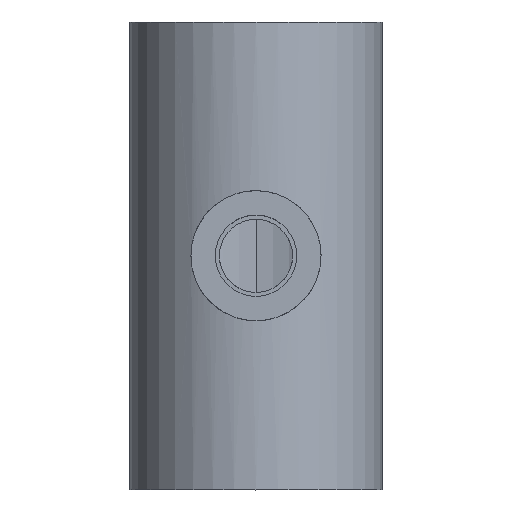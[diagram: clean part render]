
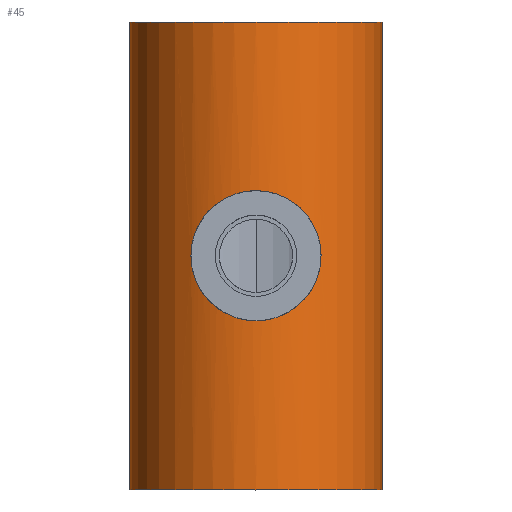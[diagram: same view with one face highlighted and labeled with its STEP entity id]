
A CAD part, top view. The second image highlights one B-rep face of the part: STEP entity #45.
In plain terms, the highlighted cylindrical face has radius 31 mm (diameter 62 mm), a partial arc.
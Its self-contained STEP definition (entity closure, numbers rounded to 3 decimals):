
#45=ADVANCED_FACE('',(#103,#104),#105,.T.);
#103=FACE_OUTER_BOUND('',#178,.T.);
#104=FACE_BOUND('',#179,.T.);
#105=CYLINDRICAL_SURFACE('',#180,31.0);
#178=EDGE_LOOP('',(#247,#248,#249,#250));
#179=EDGE_LOOP('',(#251,#252));
#180=AXIS2_PLACEMENT_3D('',#253,#254,#255);
#247=ORIENTED_EDGE('',*,*,#418,.F.);
#248=ORIENTED_EDGE('',*,*,#419,.F.);
#249=ORIENTED_EDGE('',*,*,#420,.F.);
#250=ORIENTED_EDGE('',*,*,#421,.F.);
#251=ORIENTED_EDGE('',*,*,#422,.T.);
#252=ORIENTED_EDGE('',*,*,#423,.T.);
#253=CARTESIAN_POINT('',(0.0,0.0,0.0));
#254=DIRECTION('',(0.0,-1.0,0.0));
#255=DIRECTION('',(1.0,0.0,0.0));
#418=EDGE_CURVE('',#484,#485,#486,.T.);
#419=EDGE_CURVE('',#487,#484,#488,.T.);
#420=EDGE_CURVE('',#489,#487,#490,.T.);
#421=EDGE_CURVE('',#485,#489,#491,.T.);
#422=EDGE_CURVE('',#492,#493,#494,.T.);
#423=EDGE_CURVE('',#493,#492,#495,.T.);
#484=VERTEX_POINT('',#580);
#485=VERTEX_POINT('',#581);
#486=LINE('',#582,#583);
#487=VERTEX_POINT('',#584);
#488=CIRCLE('',#585,31.0);
#489=VERTEX_POINT('',#586);
#490=LINE('',#587,#588);
#491=CIRCLE('',#589,31.0);
#492=VERTEX_POINT('',#590);
#493=VERTEX_POINT('',#591);
#494=B_SPLINE_CURVE_WITH_KNOTS('',3,(#592,#593,#594,#595,#596,#597,#598,#599,#600,#601,#602,#603,#604,#605,#606,#607,#608,#609,#610,#611,#612,#613,#614,#615,#616,#617,#618,#619,#620,#621,#622,#623,#624,#625,#626,#627,#628,#629),.UNSPECIFIED.,.F.,.F.,(4,2,2,2,2,2,2,2,2,2,2,2,2,2,2,2,2,2,4),(0.0,1.542,3.085,6.169,9.254,12.339,15.414,18.489,21.564,24.639,27.714,30.789,33.864,36.939,40.023,43.108,46.193,47.735,49.277),.UNSPECIFIED.);
#495=B_SPLINE_CURVE_WITH_KNOTS('',3,(#630,#631,#632,#633,#634,#635,#636,#637,#638,#639,#640,#641,#642,#643,#644,#645,#646,#647,#648,#649,#650,#651,#652,#653,#654,#655,#656,#657,#658,#659,#660,#661,#662,#663,#664,#665,#666,#667),.UNSPECIFIED.,.F.,.F.,(4,2,2,2,2,2,2,2,2,2,2,2,2,2,2,2,2,2,4),(49.277,50.82,52.362,55.447,58.531,61.616,64.691,67.766,70.841,73.916,76.991,80.066,83.141,86.216,89.301,92.385,95.47,97.012,98.555),.UNSPECIFIED.);
#580=CARTESIAN_POINT('',(31.0,57.5,0.0));
#581=CARTESIAN_POINT('',(31.0,-57.5,0.0));
#582=CARTESIAN_POINT('',(31.0,0.0,0.));
#583=VECTOR('',#832,1.0);
#584=CARTESIAN_POINT('',(-31.0,57.5,0.));
#585=AXIS2_PLACEMENT_3D('',#833,#834,#835);
#586=CARTESIAN_POINT('',(-31.0,-57.5,0.));
#587=CARTESIAN_POINT('',(-31.0,0.0,0.));
#588=VECTOR('',#836,1.0);
#589=AXIS2_PLACEMENT_3D('',#837,#838,#839);
#590=CARTESIAN_POINT('',(-16.0,0.0,26.552));
#591=CARTESIAN_POINT('',(16.0,0.,26.552));
#592=CARTESIAN_POINT('',(-16.0,0.0,26.552));
#593=CARTESIAN_POINT('',(-16.0,0.514,26.552));
#594=CARTESIAN_POINT('',(-15.975,1.035,26.567));
#595=CARTESIAN_POINT('',(-15.873,2.08,26.628));
#596=CARTESIAN_POINT('',(-15.796,2.604,26.674));
#597=CARTESIAN_POINT('',(-15.484,4.167,26.857));
#598=CARTESIAN_POINT('',(-15.17,5.196,27.039));
#599=CARTESIAN_POINT('',(-14.349,7.159,27.483));
#600=CARTESIAN_POINT('',(-13.841,8.095,27.746));
#601=CARTESIAN_POINT('',(-12.674,9.822,28.298));
#602=CARTESIAN_POINT('',(-12.014,10.613,28.587));
#603=CARTESIAN_POINT('',(-10.615,12.012,29.136));
#604=CARTESIAN_POINT('',(-9.825,12.671,29.416));
#605=CARTESIAN_POINT('',(-8.098,13.839,29.937));
#606=CARTESIAN_POINT('',(-7.16,14.348,30.178));
#607=CARTESIAN_POINT('',(-5.194,15.171,30.578));
#608=CARTESIAN_POINT('',(-4.163,15.485,30.737));
#609=CARTESIAN_POINT('',(-2.079,15.9,30.948));
#610=CARTESIAN_POINT('',(-1.025,16.0,31.0));
#611=CARTESIAN_POINT('',(1.025,16.0,31.0));
#612=CARTESIAN_POINT('',(2.079,15.9,30.948));
#613=CARTESIAN_POINT('',(4.163,15.485,30.737));
#614=CARTESIAN_POINT('',(5.194,15.171,30.578));
#615=CARTESIAN_POINT('',(7.16,14.348,30.178));
#616=CARTESIAN_POINT('',(8.098,13.839,29.937));
#617=CARTESIAN_POINT('',(9.825,12.671,29.416));
#618=CARTESIAN_POINT('',(10.615,12.012,29.136));
#619=CARTESIAN_POINT('',(12.014,10.613,28.587));
#620=CARTESIAN_POINT('',(12.674,9.822,28.298));
#621=CARTESIAN_POINT('',(13.841,8.095,27.746));
#622=CARTESIAN_POINT('',(14.349,7.159,27.483));
#623=CARTESIAN_POINT('',(15.17,5.196,27.039));
#624=CARTESIAN_POINT('',(15.484,4.167,26.857));
#625=CARTESIAN_POINT('',(15.796,2.604,26.674));
#626=CARTESIAN_POINT('',(15.873,2.08,26.628));
#627=CARTESIAN_POINT('',(15.975,1.035,26.567));
#628=CARTESIAN_POINT('',(16.0,0.514,26.552));
#629=CARTESIAN_POINT('',(16.0,0.,26.552));
#630=CARTESIAN_POINT('',(16.0,0.0,26.552));
#631=CARTESIAN_POINT('',(16.0,-0.514,26.552));
#632=CARTESIAN_POINT('',(15.975,-1.035,26.567));
#633=CARTESIAN_POINT('',(15.873,-2.08,26.628));
#634=CARTESIAN_POINT('',(15.796,-2.604,26.674));
#635=CARTESIAN_POINT('',(15.484,-4.167,26.857));
#636=CARTESIAN_POINT('',(15.17,-5.196,27.039));
#637=CARTESIAN_POINT('',(14.349,-7.159,27.483));
#638=CARTESIAN_POINT('',(13.841,-8.095,27.746));
#639=CARTESIAN_POINT('',(12.674,-9.822,28.298));
#640=CARTESIAN_POINT('',(12.014,-10.613,28.587));
#641=CARTESIAN_POINT('',(10.615,-12.012,29.136));
#642=CARTESIAN_POINT('',(9.825,-12.671,29.416));
#643=CARTESIAN_POINT('',(8.098,-13.839,29.937));
#644=CARTESIAN_POINT('',(7.16,-14.348,30.178));
#645=CARTESIAN_POINT('',(5.194,-15.171,30.578));
#646=CARTESIAN_POINT('',(4.163,-15.485,30.737));
#647=CARTESIAN_POINT('',(2.079,-15.9,30.948));
#648=CARTESIAN_POINT('',(1.025,-16.0,31.0));
#649=CARTESIAN_POINT('',(-1.025,-16.0,31.0));
#650=CARTESIAN_POINT('',(-2.079,-15.9,30.948));
#651=CARTESIAN_POINT('',(-4.163,-15.485,30.737));
#652=CARTESIAN_POINT('',(-5.194,-15.171,30.578));
#653=CARTESIAN_POINT('',(-7.16,-14.348,30.178));
#654=CARTESIAN_POINT('',(-8.098,-13.839,29.937));
#655=CARTESIAN_POINT('',(-9.825,-12.671,29.416));
#656=CARTESIAN_POINT('',(-10.615,-12.012,29.136));
#657=CARTESIAN_POINT('',(-12.014,-10.613,28.587));
#658=CARTESIAN_POINT('',(-12.674,-9.822,28.298));
#659=CARTESIAN_POINT('',(-13.841,-8.095,27.746));
#660=CARTESIAN_POINT('',(-14.349,-7.159,27.483));
#661=CARTESIAN_POINT('',(-15.17,-5.196,27.039));
#662=CARTESIAN_POINT('',(-15.484,-4.167,26.857));
#663=CARTESIAN_POINT('',(-15.796,-2.604,26.674));
#664=CARTESIAN_POINT('',(-15.873,-2.08,26.628));
#665=CARTESIAN_POINT('',(-15.975,-1.035,26.567));
#666=CARTESIAN_POINT('',(-16.0,-0.514,26.552));
#667=CARTESIAN_POINT('',(-16.0,0.0,26.552));
#832=DIRECTION('',(0.0,-1.0,0.0));
#833=CARTESIAN_POINT('',(0.0,57.5,0.0));
#834=DIRECTION('',(-0.0,1.0,0.0));
#835=DIRECTION('',(1.0,0.0,0.0));
#836=DIRECTION('',(-0.0,1.0,-0.0));
#837=CARTESIAN_POINT('',(0.0,-57.5,0.0));
#838=DIRECTION('',(0.0,-1.0,0.0));
#839=DIRECTION('',(1.0,0.0,0.0));
